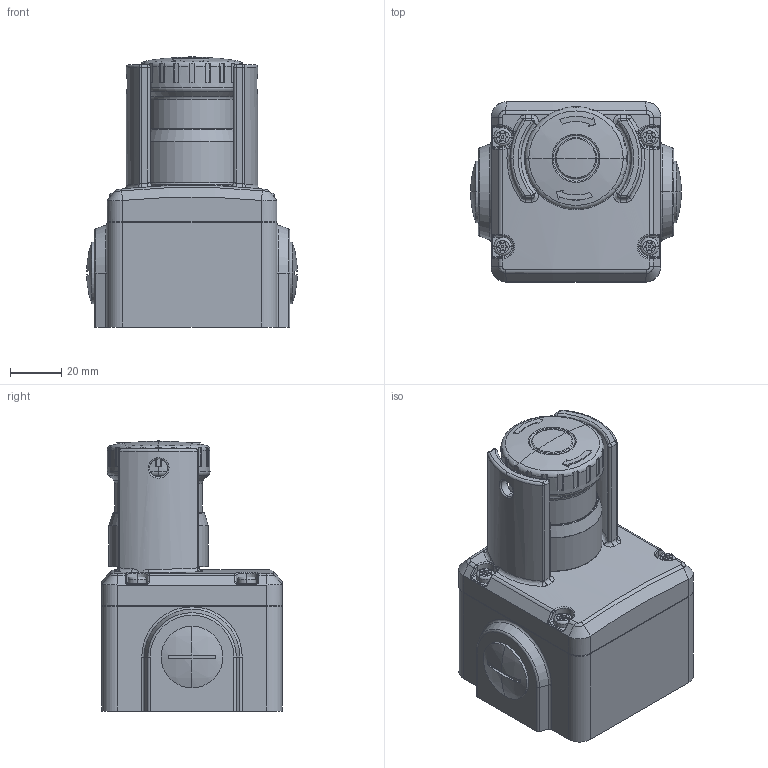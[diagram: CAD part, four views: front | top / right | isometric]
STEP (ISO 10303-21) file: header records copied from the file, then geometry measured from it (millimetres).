
FILE_DESCRIPTION (( 'STEP AP214' ), '1' );
FILE_NAME ('ES-SSP-231006.step', '2016-05-23T19:01:17', ( '' ), ( '' ), 'SwSTEP 2.0', 'SolidWorks 2016', '' );
FILE_SCHEMA (( 'AUTOMOTIVE_DESIGN' ));
Length unit declared in the file: millimetre
Products named in the file (1): ES-SSP-231006
Bounding box: 81.98 x 70 x 105 mm (x, y, z)
Volume: 296546.7 mm3; surface area: 57743.6 mm2
Topology: 10 solids, 10 shells, 751 faces, 1854 edges, 1130 vertices
Faces by surface type: cylinder 276, plane 219, bspline 128, torus 99, sphere 18, cone 11
Entity records: 29855 total; most frequent: CARTESIAN_POINT 11026, ORIENTED_EDGE 3692, DIRECTION 3618, EDGE_CURVE 1846, AXIS2_PLACEMENT_3D 1452, VERTEX_POINT 1130, CIRCLE 828, EDGE_LOOP 770
